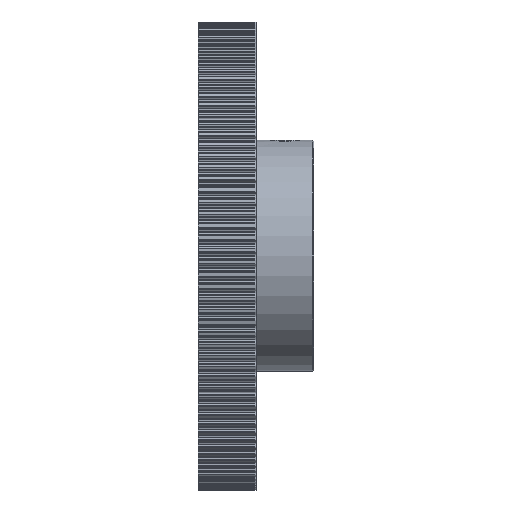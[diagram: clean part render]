
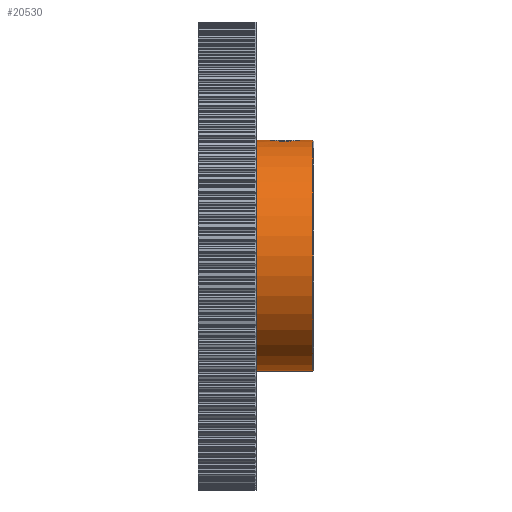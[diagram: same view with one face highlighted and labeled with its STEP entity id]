
A CAD part, front view. The second image highlights one B-rep face of the part: STEP entity #20530.
In plain terms, the highlighted cylindrical face has radius 19.05 mm (diameter 38.1 mm), a partial arc.
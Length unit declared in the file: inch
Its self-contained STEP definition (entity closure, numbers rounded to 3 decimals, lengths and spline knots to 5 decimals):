
#198 = AXIS2_PLACEMENT_3D ( 'NONE', #33283, #14303, #36495 ) ;
#395 = CARTESIAN_POINT ( 'NONE',  ( 0.08849, -0.01316, 0.74989 ) ) ;
#523 = CARTESIAN_POINT ( 'NONE',  ( 0.24841, -0.07994, 0.74574 ) ) ;
#1111 = VERTEX_POINT ( 'NONE', #26393 ) ;
#1787 = CARTESIAN_POINT ( 'NONE',  ( -0.375, 0., -0.75 ) ) ;
#3600 = CARTESIAN_POINT ( 'NONE',  ( 0.2873, -0.00164, 0.75 ) ) ;
#3602 = CARTESIAN_POINT ( 'NONE',  ( 0.08789, -0.0066, 0.74997 ) ) ;
#3636 = ORIENTED_EDGE ( 'NONE', *, *, #31514, .F. ) ;
#3725 = CARTESIAN_POINT ( 'NONE',  ( 0.2318, -0.09036, 0.74454 ) ) ;
#3784 = ORIENTED_EDGE ( 'NONE', *, *, #24865, .T. ) ;
#3863 = EDGE_CURVE ( 'NONE', #22051, #5054, #8836, .T. ) ;
#5054 = VERTEX_POINT ( 'NONE', #10568 ) ;
#5542 = CARTESIAN_POINT ( 'NONE',  ( 0.28731, 0., 0.75 ) ) ;
#6388 = ORIENTED_EDGE ( 'NONE', *, *, #28529, .T. ) ;
#6637 = CARTESIAN_POINT ( 'NONE',  ( 0.13718, -0.08784, 0.74486 ) ) ;
#6781 = CARTESIAN_POINT ( 'NONE',  ( 0.28718, -0.00574, 0.74998 ) ) ;
#6784 = CARTESIAN_POINT ( 'NONE',  ( 0.08769, -0.00159, 0.75 ) ) ;
#6923 = CARTESIAN_POINT ( 'NONE',  ( 0.21339, -0.09735, 0.74366 ) ) ;
#8479 = CARTESIAN_POINT ( 'NONE',  ( -0.375, 0., 0.75 ) ) ;
#8836 = B_SPLINE_CURVE_WITH_KNOTS ( 'NONE', 3,
 ( #22515, #9826, #12973, #3600, #25742, #6781, #28922, #9949, #32107, #13104, #35292, #16310, #38462, #19491, #523, #22664, #3725, #25867, #6923, #29067, #10076, #32249 ),
 .UNSPECIFIED., .F., .F.,
 ( 4, 2, 1, 1, 2, 2, 2, 2, 2, 2, 2, 4 ),
 ( 0.24997, 0.25192, 0.25388, 0.25778, 0.2656, 0.28122, 0.31248, 0.37498, 0.40624, 0.43749, 0.46875, 0.5 ),
 .UNSPECIFIED. ) ;
#9238 = VECTOR ( 'NONE', #33491, 39.37008 ) ;
#9676 = CARTESIAN_POINT ( 'NONE',  ( 0.17444, -0.10056, 0.74323 ) ) ;
#9826 = CARTESIAN_POINT ( 'NONE',  ( 0.28731, -0.00035, 0.75 ) ) ;
#9828 = CARTESIAN_POINT ( 'NONE',  ( 0.11231, -0.06646, 0.74706 ) ) ;
#9949 = CARTESIAN_POINT ( 'NONE',  ( 0.28652, -0.01309, 0.74989 ) ) ;
#10076 = CARTESIAN_POINT ( 'NONE',  ( 0.19387, -0.10057, 0.74323 ) ) ;
#10568 = CARTESIAN_POINT ( 'NONE',  ( 0.18739, -0.10057, 0.74323 ) ) ;
#10743 = CIRCLE ( 'NONE', #198, 0.75 ) ;
#12973 = CARTESIAN_POINT ( 'NONE',  ( 0.28731, -0.00082, 0.75 ) ) ;
#12977 = CARTESIAN_POINT ( 'NONE',  ( 0.10084, -0.05034, 0.74833 ) ) ;
#13104 = CARTESIAN_POINT ( 'NONE',  ( 0.28412, -0.02607, 0.74957 ) ) ;
#14303 = DIRECTION ( 'NONE',  ( -1., 0., 0. ) ) ;
#15168 = DIRECTION ( 'NONE',  ( 0., 0., 1. ) ) ;
#16024 = CARTESIAN_POINT ( 'NONE',  ( 0.18739, -0.10057, 0.74323 ) ) ;
#16035 = CARTESIAN_POINT ( 'NONE',  ( 0., 0., 0. ) ) ;
#16184 = CARTESIAN_POINT ( 'NONE',  ( 0.0928, -0.03245, 0.74932 ) ) ;
#16310 = CARTESIAN_POINT ( 'NONE',  ( 0.27473, -0.05063, 0.74839 ) ) ;
#17675 = LINE ( 'NONE', #1787, #9238 ) ;
#17968 = B_SPLINE_CURVE_WITH_KNOTS ( 'NONE', 3,
 ( #16024, #9676, #25610, #6637, #28799, #9828, #31964, #12977, #35158, #16184, #38322, #19372, #395, #22517, #3602, #25746, #6784, #28924 ),
 .UNSPECIFIED., .F., .F.,
 ( 4, 2, 2, 2, 2, 2, 2, 2, 4 ),
 ( 0.5, 0.56248, 0.62495, 0.65619, 0.68743, 0.71867, 0.73429, 0.7421, 0.7499 ),
 .UNSPECIFIED. ) ;
#19246 = DIRECTION ( 'NONE',  ( 0., 0., 1. ) ) ;
#19372 = CARTESIAN_POINT ( 'NONE',  ( 0.08897, -0.01639, 0.74983 ) ) ;
#19491 = CARTESIAN_POINT ( 'NONE',  ( 0.25351, -0.07572, 0.74618 ) ) ;
#20530 = ADVANCED_FACE ( 'NONE', ( #24070 ), #31510, .T. ) ;
#20738 = CARTESIAN_POINT ( 'NONE',  ( 0.3687, 0., -0.75 ) ) ;
#21149 = ORIENTED_EDGE ( 'NONE', *, *, #28789, .F. ) ;
#21528 = CARTESIAN_POINT ( 'NONE',  ( -0.375, 0., 0. ) ) ;
#22051 = VERTEX_POINT ( 'NONE', #5542 ) ;
#22100 = AXIS2_PLACEMENT_3D ( 'NONE', #21528, #37326, #15168 ) ;
#22515 = CARTESIAN_POINT ( 'NONE',  ( 0.28731, 0., 0.75 ) ) ;
#22517 = CARTESIAN_POINT ( 'NONE',  ( 0.08801, -0.00826, 0.74996 ) ) ;
#22566 = VERTEX_POINT ( 'NONE', #20738 ) ;
#22664 = CARTESIAN_POINT ( 'NONE',  ( 0.23752, -0.08728, 0.74491 ) ) ;
#24070 = FACE_OUTER_BOUND ( 'NONE', #26388, .T. ) ;
#24844 = CARTESIAN_POINT ( 'NONE',  ( -0.375, 0., 0.75 ) ) ;
#24865 = EDGE_CURVE ( 'NONE', #27048, #22051, #33378, .T. ) ;
#25020 = VECTOR ( 'NONE', #33817, 39.37008 ) ;
#25610 = CARTESIAN_POINT ( 'NONE',  ( 0.16126, -0.09791, 0.7436 ) ) ;
#25742 = CARTESIAN_POINT ( 'NONE',  ( 0.28728, -0.00287, 0.75 ) ) ;
#25746 = CARTESIAN_POINT ( 'NONE',  ( 0.08773, -0.0033, 0.74999 ) ) ;
#25867 = CARTESIAN_POINT ( 'NONE',  ( 0.21975, -0.0954, 0.74391 ) ) ;
#26388 = EDGE_LOOP ( 'NONE', ( #21149, #40080, #3784, #37432, #6388, #32711, #3636 ) ) ;
#26393 = CARTESIAN_POINT ( 'NONE',  ( 0.08769, 0., 0.75 ) ) ;
#27048 = VERTEX_POINT ( 'NONE', #27232 ) ;
#27232 = CARTESIAN_POINT ( 'NONE',  ( 0.3687, 0., 0.75 ) ) ;
#28529 = EDGE_CURVE ( 'NONE', #5054, #1111, #17968, .T. ) ;
#28789 = EDGE_CURVE ( 'NONE', #22566, #35469, #17675, .T. ) ;
#28799 = CARTESIAN_POINT ( 'NONE',  ( 0.1261, -0.08037, 0.74574 ) ) ;
#28922 = CARTESIAN_POINT ( 'NONE',  ( 0.287, -0.00819, 0.74996 ) ) ;
#28924 = CARTESIAN_POINT ( 'NONE',  ( 0.08769, 0., 0.75 ) ) ;
#28992 = VERTEX_POINT ( 'NONE', #31387 ) ;
#29067 = CARTESIAN_POINT ( 'NONE',  ( 0.20051, -0.09993, 0.74331 ) ) ;
#31223 = DIRECTION ( 'NONE',  ( -1., 0., 0. ) ) ;
#31250 = CIRCLE ( 'NONE', #40947, 0.75 ) ;
#31387 = CARTESIAN_POINT ( 'NONE',  ( 0., 0., 0.75 ) ) ;
#31510 = CYLINDRICAL_SURFACE ( 'NONE', #22100, 0.75 ) ;
#31514 = EDGE_CURVE ( 'NONE', #35469, #28992, #31250, .T. ) ;
#31964 = CARTESIAN_POINT ( 'NONE',  ( 0.10812, -0.06133, 0.74751 ) ) ;
#32107 = CARTESIAN_POINT ( 'NONE',  ( 0.28604, -0.01636, 0.74983 ) ) ;
#32249 = CARTESIAN_POINT ( 'NONE',  ( 0.18739, -0.10057, 0.74323 ) ) ;
#32711 = ORIENTED_EDGE ( 'NONE', *, *, #40810, .T. ) ;
#33283 = CARTESIAN_POINT ( 'NONE',  ( 0.3687, 0., 0. ) ) ;
#33378 = LINE ( 'NONE', #24844, #40767 ) ;
#33491 = DIRECTION ( 'NONE',  ( -1., 0., 0. ) ) ;
#33817 = DIRECTION ( 'NONE',  ( -1., 0., 0. ) ) ;
#33952 = EDGE_CURVE ( 'NONE', #22566, #27048, #10743, .T. ) ;
#34429 = LINE ( 'NONE', #8479, #25020 ) ;
#35158 = CARTESIAN_POINT ( 'NONE',  ( 0.09779, -0.04459, 0.7487 ) ) ;
#35292 = CARTESIAN_POINT ( 'NONE',  ( 0.28221, -0.03242, 0.74932 ) ) ;
#35469 = VERTEX_POINT ( 'NONE', #40676 ) ;
#36495 = DIRECTION ( 'NONE',  ( 0., 0., 1. ) ) ;
#37326 = DIRECTION ( 'NONE',  ( -1., 0., 0. ) ) ;
#37432 = ORIENTED_EDGE ( 'NONE', *, *, #3863, .T. ) ;
#38212 = DIRECTION ( 'NONE',  ( -1., 0., 0. ) ) ;
#38322 = CARTESIAN_POINT ( 'NONE',  ( 0.09088, -0.02607, 0.74957 ) ) ;
#38462 = CARTESIAN_POINT ( 'NONE',  ( 0.26731, -0.0618, 0.74751 ) ) ;
#40080 = ORIENTED_EDGE ( 'NONE', *, *, #33952, .T. ) ;
#40676 = CARTESIAN_POINT ( 'NONE',  ( 0., 0., -0.75 ) ) ;
#40767 = VECTOR ( 'NONE', #31223, 39.37008 ) ;
#40810 = EDGE_CURVE ( 'NONE', #1111, #28992, #34429, .T. ) ;
#40947 = AXIS2_PLACEMENT_3D ( 'NONE', #16035, #38212, #19246 ) ;
